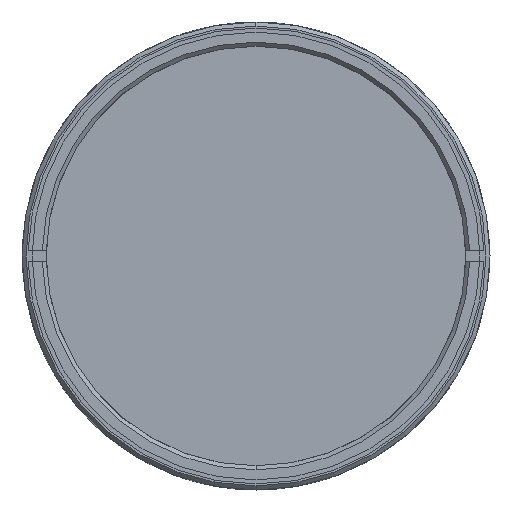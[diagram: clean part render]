
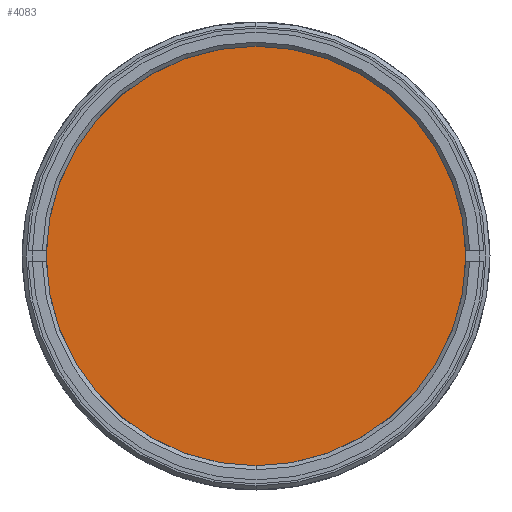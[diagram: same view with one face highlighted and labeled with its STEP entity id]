
A CAD part, left-side view. The second image highlights one B-rep face of the part: STEP entity #4083.
In plain terms, the highlighted planar face has unit normal (-1, 0, 0).
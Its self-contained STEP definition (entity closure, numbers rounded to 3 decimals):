
#370 = CIRCLE ( 'NONE', #4540, 54.5 ) ;
#384 = CARTESIAN_POINT ( 'NONE',  ( 0., 0., 0. ) ) ;
#540 = DIRECTION ( 'NONE',  ( -1., 0., 0. ) ) ;
#590 = DIRECTION ( 'NONE',  ( 0., 0., 1. ) ) ;
#613 = CARTESIAN_POINT ( 'NONE',  ( 0., 0., -54.5 ) ) ;
#669 = ORIENTED_EDGE ( 'NONE', *, *, #1116, .T. ) ;
#947 = DIRECTION ( 'NONE',  ( 0., 0., 1. ) ) ;
#1116 = EDGE_CURVE ( 'NONE', #3656, #4136, #370, .T. ) ;
#1221 = CIRCLE ( 'NONE', #4015, 54.5 ) ;
#1321 = PLANE ( 'NONE',  #2599 ) ;
#1610 = ORIENTED_EDGE ( 'NONE', *, *, #4461, .T. ) ;
#2281 = CARTESIAN_POINT ( 'NONE',  ( 0., 0., 54.5 ) ) ;
#2599 = AXIS2_PLACEMENT_3D ( 'NONE', #4045, #3282, #947 ) ;
#2861 = CARTESIAN_POINT ( 'NONE',  ( 0., 0., 0. ) ) ;
#2979 = FACE_OUTER_BOUND ( 'NONE', #3534, .T. ) ;
#3243 = DIRECTION ( 'NONE',  ( 0., 0., 1. ) ) ;
#3282 = DIRECTION ( 'NONE',  ( -1., 0., 0. ) ) ;
#3534 = EDGE_LOOP ( 'NONE', ( #669, #1610 ) ) ;
#3551 = DIRECTION ( 'NONE',  ( -1., 0., 0. ) ) ;
#3656 = VERTEX_POINT ( 'NONE', #2281 ) ;
#4015 = AXIS2_PLACEMENT_3D ( 'NONE', #2861, #540, #3243 ) ;
#4045 = CARTESIAN_POINT ( 'NONE',  ( 0., 0., 0. ) ) ;
#4083 = ADVANCED_FACE ( 'NONE', ( #2979 ), #1321, .T. ) ;
#4136 = VERTEX_POINT ( 'NONE', #613 ) ;
#4461 = EDGE_CURVE ( 'NONE', #4136, #3656, #1221, .T. ) ;
#4540 = AXIS2_PLACEMENT_3D ( 'NONE', #384, #3551, #590 ) ;
